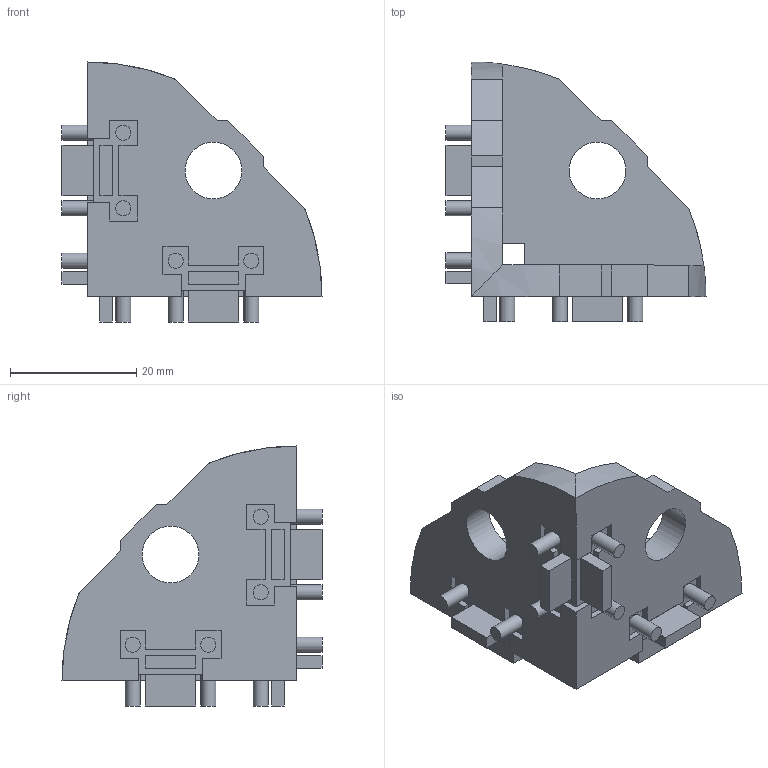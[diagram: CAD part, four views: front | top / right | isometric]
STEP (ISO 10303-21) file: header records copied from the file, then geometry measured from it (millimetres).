
FILE_DESCRIPTION(('FreeCAD Model'),'2;1');
FILE_NAME('Open CASCADE Shape Model','2024-04-03T10:50:04',(''),(''), 'Open CASCADE STEP processor 7.6','FreeCAD','Unknown');
FILE_SCHEMA(('AUTOMOTIVE_DESIGN { 1 0 10303 214 1 1 1 1 }'));
Length unit declared in the file: millimetre
Products named in the file (1): STI8-C40
Bounding box: 41.2 x 41.2 x 41.2 mm (x, y, z)
Volume: 12025.1 mm3; surface area: 7438.2 mm2
Topology: 1 solids, 1 shells, 155 faces, 402 edges, 266 vertices
Faces by surface type: plane 134, cylinder 21
Full cylindrical faces by diameter (mm): 2.4 x12, 9 x3
Entity records: 10054 total; most frequent: CARTESIAN_POINT 1787, DIRECTION 1542, LINE 1098, VECTOR 1098, ORIENTED_EDGE 804, PCURVE 804, DEFINITIONAL_REPRESENTATION 804, EDGE_CURVE 402
